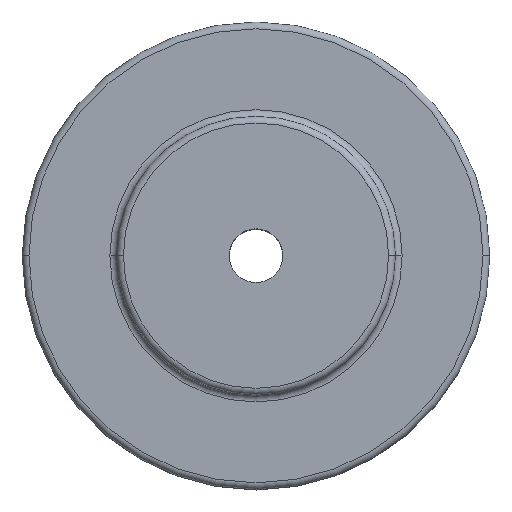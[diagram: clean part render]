
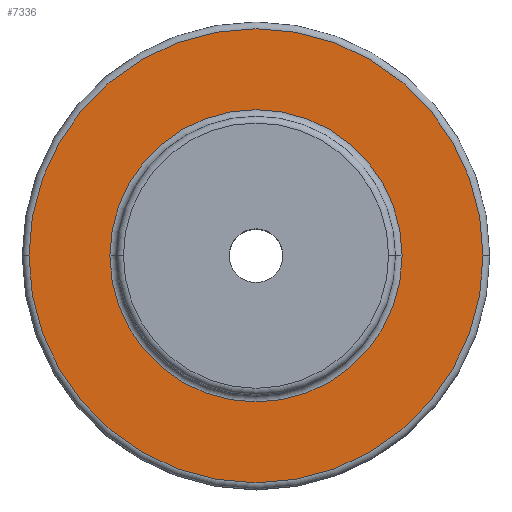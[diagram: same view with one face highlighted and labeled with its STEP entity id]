
A CAD part, top view. The second image highlights one B-rep face of the part: STEP entity #7336.
In plain terms, the highlighted planar face has unit normal (0, 0, 1).
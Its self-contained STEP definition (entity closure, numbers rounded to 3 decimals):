
#2141=CARTESIAN_POINT('',(0.,0.,22.4));
#2142=DIRECTION('',(0.,0.,-1.));
#2143=DIRECTION('',(-1.,0.,0.));
#2144=AXIS2_PLACEMENT_3D('',#2141,#2142,#2143);
#2146=CARTESIAN_POINT('',(0.,0.,22.4));
#2147=DIRECTION('',(0.,0.,-1.));
#2148=DIRECTION('',(1.,0.,0.));
#2149=AXIS2_PLACEMENT_3D('',#2146,#2147,#2148);
#2151=CARTESIAN_POINT('',(0.,0.,22.4));
#2152=DIRECTION('',(0.,0.,1.));
#2153=DIRECTION('',(-1.,0.,0.));
#2154=AXIS2_PLACEMENT_3D('',#2151,#2152,#2153);
#2156=CARTESIAN_POINT('',(0.,0.,22.4));
#2157=DIRECTION('',(0.,0.,1.));
#2158=DIRECTION('',(1.,0.,0.));
#2159=AXIS2_PLACEMENT_3D('',#2156,#2157,#2158);
#4732=CARTESIAN_POINT('',(-67.2,0.,22.4));
#4733=CARTESIAN_POINT('',(67.2,0.,22.4));
#4734=VERTEX_POINT('',#4732);
#4735=VERTEX_POINT('',#4733);
#4736=CARTESIAN_POINT('',(-43.25,0.,22.4));
#4737=CARTESIAN_POINT('',(43.25,0.,22.4));
#4738=VERTEX_POINT('',#4736);
#4739=VERTEX_POINT('',#4737);
#7321=CARTESIAN_POINT('',(0.,0.,22.4));
#7322=DIRECTION('',(0.,0.,1.));
#7323=DIRECTION('',(1.,0.,0.));
#7324=AXIS2_PLACEMENT_3D('',#7321,#7322,#7323);
#7325=PLANE('',#7324);
#7326=ORIENTED_EDGE('',*,*,#7300,.T.);
#7327=ORIENTED_EDGE('',*,*,#7313,.T.);
#7328=EDGE_LOOP('',(#7326,#7327));
#7329=FACE_OUTER_BOUND('',#7328,.F.);
#7331=ORIENTED_EDGE('',*,*,#7330,.T.);
#7333=ORIENTED_EDGE('',*,*,#7332,.T.);
#7334=EDGE_LOOP('',(#7331,#7333));
#7335=FACE_BOUND('',#7334,.F.);
#7336=ADVANCED_FACE('',(#7329,#7335),#7325,.T.);
#2145=CIRCLE('',#2144,67.2);
#2150=CIRCLE('',#2149,67.2);
#2155=CIRCLE('',#2154,43.25);
#2160=CIRCLE('',#2159,43.25);
#7300=EDGE_CURVE('',#4734,#4735,#2145,.T.);
#7313=EDGE_CURVE('',#4735,#4734,#2150,.T.);
#7330=EDGE_CURVE('',#4738,#4739,#2155,.T.);
#7332=EDGE_CURVE('',#4739,#4738,#2160,.T.);
